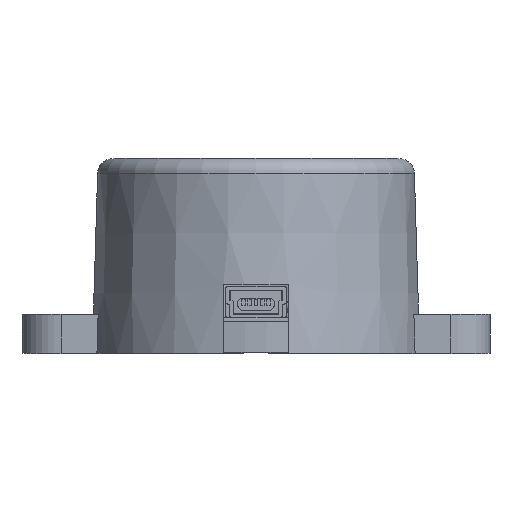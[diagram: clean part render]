
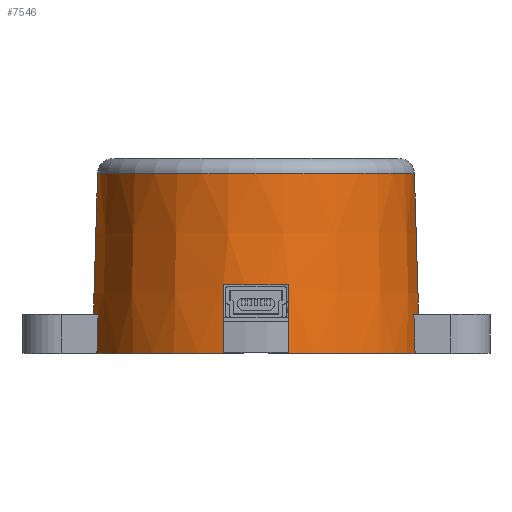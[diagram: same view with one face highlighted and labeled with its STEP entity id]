
A CAD part, top view. The second image highlights one B-rep face of the part: STEP entity #7546.
In plain terms, the highlighted conical face has half-angle 1.718 degrees and reference radius 20.654 mm.
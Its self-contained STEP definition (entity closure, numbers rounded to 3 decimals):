
#627=FACE_BOUND('',#1620,.T.);
#758=CONICAL_SURFACE('',#7984,20.654,1.718);
#776=CIRCLE('',#7983,20.738);
#777=CIRCLE('',#7985,20.308);
#778=CIRCLE('',#7986,21.);
#779=CIRCLE('',#7987,20.85);
#780=CIRCLE('',#7988,21.);
#781=CIRCLE('',#7989,20.895);
#782=CIRCLE('',#7990,21.);
#783=CIRCLE('',#7991,20.85);
#784=CIRCLE('',#7992,21.);
#1190=FACE_OUTER_BOUND('',#1619,.T.);
#1619=EDGE_LOOP('',(#5168));
#1620=EDGE_LOOP('',(#5169,#5170,#5171,#5172,#5173,#5174,#5175,#5176,#5177,
#5178,#5179,#5180,#5181,#5182,#5183,#5184));
#2182=LINE('',#11008,#2743);
#2183=LINE('',#11012,#2744);
#2743=VECTOR('',#8809,3.502);
#2744=VECTOR('',#8812,3.502);
#3299=(
BOUNDED_CURVE()
B_SPLINE_CURVE(2,(#10958,#10959,#10960),.UNSPECIFIED.,.F.,.F.)
B_SPLINE_CURVE_WITH_KNOTS((3,3),(0.,0.875),.UNSPECIFIED.)
CURVE()
GEOMETRIC_REPRESENTATION_ITEM()
RATIONAL_B_SPLINE_CURVE((1.,1.,1.))
REPRESENTATION_ITEM('')
);
#3303=(
BOUNDED_CURVE()
B_SPLINE_CURVE(2,(#10983,#10984,#10985),.UNSPECIFIED.,.F.,.F.)
B_SPLINE_CURVE_WITH_KNOTS((3,3),(0.,0.875),.UNSPECIFIED.)
CURVE()
GEOMETRIC_REPRESENTATION_ITEM()
RATIONAL_B_SPLINE_CURVE((1.,1.,1.))
REPRESENTATION_ITEM('')
);
#3304=(
BOUNDED_CURVE()
B_SPLINE_CURVE(2,(#10996,#10997,#10998),.UNSPECIFIED.,.F.,.F.)
B_SPLINE_CURVE_WITH_KNOTS((3,3),(0.,0.5),.UNSPECIFIED.)
CURVE()
GEOMETRIC_REPRESENTATION_ITEM()
RATIONAL_B_SPLINE_CURVE((1.,1.,1.))
REPRESENTATION_ITEM('')
);
#3305=(
BOUNDED_CURVE()
B_SPLINE_CURVE(2,(#11002,#11003,#11004),.UNSPECIFIED.,.F.,.F.)
B_SPLINE_CURVE_WITH_KNOTS((3,3),(0.,0.5),.UNSPECIFIED.)
CURVE()
GEOMETRIC_REPRESENTATION_ITEM()
RATIONAL_B_SPLINE_CURVE((1.,1.,1.))
REPRESENTATION_ITEM('')
);
#3306=(
BOUNDED_CURVE()
B_SPLINE_CURVE(2,(#11016,#11017,#11018),.UNSPECIFIED.,.F.,.F.)
B_SPLINE_CURVE_WITH_KNOTS((3,3),(0.,0.5),.UNSPECIFIED.)
CURVE()
GEOMETRIC_REPRESENTATION_ITEM()
RATIONAL_B_SPLINE_CURVE((1.,1.,1.))
REPRESENTATION_ITEM('')
);
#3307=(
BOUNDED_CURVE()
B_SPLINE_CURVE(2,(#11022,#11023,#11024),.UNSPECIFIED.,.F.,.F.)
B_SPLINE_CURVE_WITH_KNOTS((3,3),(0.,0.5),.UNSPECIFIED.)
CURVE()
GEOMETRIC_REPRESENTATION_ITEM()
RATIONAL_B_SPLINE_CURVE((1.,1.,1.))
REPRESENTATION_ITEM('')
);
#3310=VERTEX_POINT('',#10955);
#3311=VERTEX_POINT('',#10957);
#3318=VERTEX_POINT('',#10980);
#3319=VERTEX_POINT('',#10982);
#3320=VERTEX_POINT('',#10991);
#3321=VERTEX_POINT('',#10993);
#3322=VERTEX_POINT('',#10995);
#3323=VERTEX_POINT('',#10999);
#3324=VERTEX_POINT('',#11001);
#3325=VERTEX_POINT('',#11005);
#3326=VERTEX_POINT('',#11007);
#3327=VERTEX_POINT('',#11009);
#3328=VERTEX_POINT('',#11011);
#3329=VERTEX_POINT('',#11013);
#3330=VERTEX_POINT('',#11015);
#3331=VERTEX_POINT('',#11019);
#3332=VERTEX_POINT('',#11021);
#4056=EDGE_CURVE('',#3311,#3310,#3299,.T.);
#4064=EDGE_CURVE('',#3319,#3318,#3303,.T.);
#4067=EDGE_CURVE('',#3310,#3319,#776,.T.);
#4068=EDGE_CURVE('',#3320,#3320,#777,.T.);
#4069=EDGE_CURVE('',#3321,#3318,#778,.T.);
#4070=EDGE_CURVE('',#3321,#3322,#3304,.T.);
#4071=EDGE_CURVE('',#3322,#3323,#779,.T.);
#4072=EDGE_CURVE('',#3323,#3324,#3305,.T.);
#4073=EDGE_CURVE('',#3325,#3324,#780,.T.);
#4074=EDGE_CURVE('',#3325,#3326,#2182,.T.);
#4075=EDGE_CURVE('',#3326,#3327,#781,.T.);
#4076=EDGE_CURVE('',#3327,#3328,#2183,.T.);
#4077=EDGE_CURVE('',#3329,#3328,#782,.T.);
#4078=EDGE_CURVE('',#3329,#3330,#3306,.T.);
#4079=EDGE_CURVE('',#3330,#3331,#783,.T.);
#4080=EDGE_CURVE('',#3331,#3332,#3307,.T.);
#4081=EDGE_CURVE('',#3311,#3332,#784,.T.);
#5168=ORIENTED_EDGE('',*,*,#4068,.T.);
#5169=ORIENTED_EDGE('',*,*,#4056,.T.);
#5170=ORIENTED_EDGE('',*,*,#4067,.T.);
#5171=ORIENTED_EDGE('',*,*,#4064,.T.);
#5172=ORIENTED_EDGE('',*,*,#4069,.F.);
#5173=ORIENTED_EDGE('',*,*,#4070,.T.);
#5174=ORIENTED_EDGE('',*,*,#4071,.T.);
#5175=ORIENTED_EDGE('',*,*,#4072,.T.);
#5176=ORIENTED_EDGE('',*,*,#4073,.F.);
#5177=ORIENTED_EDGE('',*,*,#4074,.T.);
#5178=ORIENTED_EDGE('',*,*,#4075,.T.);
#5179=ORIENTED_EDGE('',*,*,#4076,.T.);
#5180=ORIENTED_EDGE('',*,*,#4077,.F.);
#5181=ORIENTED_EDGE('',*,*,#4078,.T.);
#5182=ORIENTED_EDGE('',*,*,#4079,.T.);
#5183=ORIENTED_EDGE('',*,*,#4080,.T.);
#5184=ORIENTED_EDGE('',*,*,#4081,.F.);
#7546=ADVANCED_FACE('',(#1190,#627),#758,.T.);
#7983=AXIS2_PLACEMENT_3D('',#10989,#8797,#8798);
#7984=AXIS2_PLACEMENT_3D('',#10990,#8799,#8800);
#7985=AXIS2_PLACEMENT_3D('',#10992,#8801,#8802);
#7986=AXIS2_PLACEMENT_3D('',#10994,#8803,#8804);
#7987=AXIS2_PLACEMENT_3D('',#11000,#8805,#8806);
#7988=AXIS2_PLACEMENT_3D('',#11006,#8807,#8808);
#7989=AXIS2_PLACEMENT_3D('',#11010,#8810,#8811);
#7990=AXIS2_PLACEMENT_3D('',#11014,#8813,#8814);
#7991=AXIS2_PLACEMENT_3D('',#11020,#8815,#8816);
#7992=AXIS2_PLACEMENT_3D('',#11025,#8817,#8818);
#8797=DIRECTION('center_axis',(0.,1.,0.));
#8798=DIRECTION('ref_axis',(1.,0.,0.));
#8799=DIRECTION('center_axis',(0.,-1.,0.));
#8800=DIRECTION('ref_axis',(1.,0.,0.));
#8801=DIRECTION('center_axis',(0.,-1.,0.));
#8802=DIRECTION('ref_axis',(1.,0.,0.));
#8803=DIRECTION('center_axis',(0.,-1.,0.));
#8804=DIRECTION('ref_axis',(1.,0.,0.));
#8805=DIRECTION('center_axis',(0.,1.,0.));
#8806=DIRECTION('ref_axis',(1.,0.,0.));
#8807=DIRECTION('center_axis',(0.,-1.,0.));
#8808=DIRECTION('ref_axis',(1.,0.,0.));
#8809=DIRECTION('',(0.,1.,0.03));
#8810=DIRECTION('center_axis',(0.,1.,0.));
#8811=DIRECTION('ref_axis',(1.,0.,0.));
#8812=DIRECTION('',(0.,-1.,-0.03));
#8813=DIRECTION('center_axis',(0.,-1.,0.));
#8814=DIRECTION('ref_axis',(1.,0.,0.));
#8815=DIRECTION('center_axis',(0.,1.,0.));
#8816=DIRECTION('ref_axis',(1.,0.,0.));
#8817=DIRECTION('center_axis',(0.,-1.,0.));
#8818=DIRECTION('ref_axis',(1.,0.,0.));
#10955=CARTESIAN_POINT('',(-4.175,8.75,20.313));
#10957=CARTESIAN_POINT('',(-4.175,0.,20.581));
#10958=CARTESIAN_POINT('Ctrl Pts',(-4.175,0.,
20.581));
#10959=CARTESIAN_POINT('Ctrl Pts',(-4.175,4.404,20.446));
#10960=CARTESIAN_POINT('Ctrl Pts',(-4.175,8.75,20.313));
#10980=CARTESIAN_POINT('',(4.175,0.,20.581));
#10982=CARTESIAN_POINT('',(4.175,8.75,20.313));
#10983=CARTESIAN_POINT('Ctrl Pts',(4.175,8.75,20.313));
#10984=CARTESIAN_POINT('Ctrl Pts',(4.175,4.404,20.446));
#10985=CARTESIAN_POINT('Ctrl Pts',(4.175,0.,
20.581));
#10989=CARTESIAN_POINT('Origin',(0.,8.75,0.));
#10990=CARTESIAN_POINT('Origin',(0.,11.53,
0.));
#10991=CARTESIAN_POINT('',(20.308,23.06,0.));
#10992=CARTESIAN_POINT('Origin',(0.,23.06,
0.));
#10993=CARTESIAN_POINT('',(20.396,0.,5.));
#10994=CARTESIAN_POINT('Origin',(0.,0.,
0.));
#10995=CARTESIAN_POINT('',(20.242,5.,5.));
#10996=CARTESIAN_POINT('Ctrl Pts',(20.396,0.,
5.));
#10997=CARTESIAN_POINT('Ctrl Pts',(20.319,2.51,5.));
#10998=CARTESIAN_POINT('Ctrl Pts',(20.242,5.,5.));
#10999=CARTESIAN_POINT('',(20.242,5.,-5.));
#11000=CARTESIAN_POINT('Origin',(0.,5.,0.));
#11001=CARTESIAN_POINT('',(20.396,0.,-5.));
#11002=CARTESIAN_POINT('Ctrl Pts',(20.242,5.,-5.));
#11003=CARTESIAN_POINT('Ctrl Pts',(20.319,2.51,-5.));
#11004=CARTESIAN_POINT('Ctrl Pts',(20.396,0.,
-5.));
#11005=CARTESIAN_POINT('',(1.575,0.,-20.941));
#11006=CARTESIAN_POINT('Origin',(0.,0.,
0.));
#11007=CARTESIAN_POINT('',(1.575,3.5,-20.836));
#11008=CARTESIAN_POINT('',(1.575,1.75,-20.888));
#11009=CARTESIAN_POINT('',(-1.575,3.5,-20.836));
#11010=CARTESIAN_POINT('Origin',(0.,3.5,0.));
#11011=CARTESIAN_POINT('',(-1.575,0.,-20.941));
#11012=CARTESIAN_POINT('',(-1.575,1.75,-20.888));
#11013=CARTESIAN_POINT('',(-20.396,0.,-5.));
#11014=CARTESIAN_POINT('Origin',(0.,0.,
0.));
#11015=CARTESIAN_POINT('',(-20.242,5.,-5.));
#11016=CARTESIAN_POINT('Ctrl Pts',(-20.396,0.,
-5.));
#11017=CARTESIAN_POINT('Ctrl Pts',(-20.319,2.51,-5.));
#11018=CARTESIAN_POINT('Ctrl Pts',(-20.242,5.,-5.));
#11019=CARTESIAN_POINT('',(-20.242,5.,5.));
#11020=CARTESIAN_POINT('Origin',(0.,5.,0.));
#11021=CARTESIAN_POINT('',(-20.396,0.,5.));
#11022=CARTESIAN_POINT('Ctrl Pts',(-20.242,5.,5.));
#11023=CARTESIAN_POINT('Ctrl Pts',(-20.319,2.51,5.));
#11024=CARTESIAN_POINT('Ctrl Pts',(-20.396,0.,
5.));
#11025=CARTESIAN_POINT('Origin',(0.,0.,
0.));
